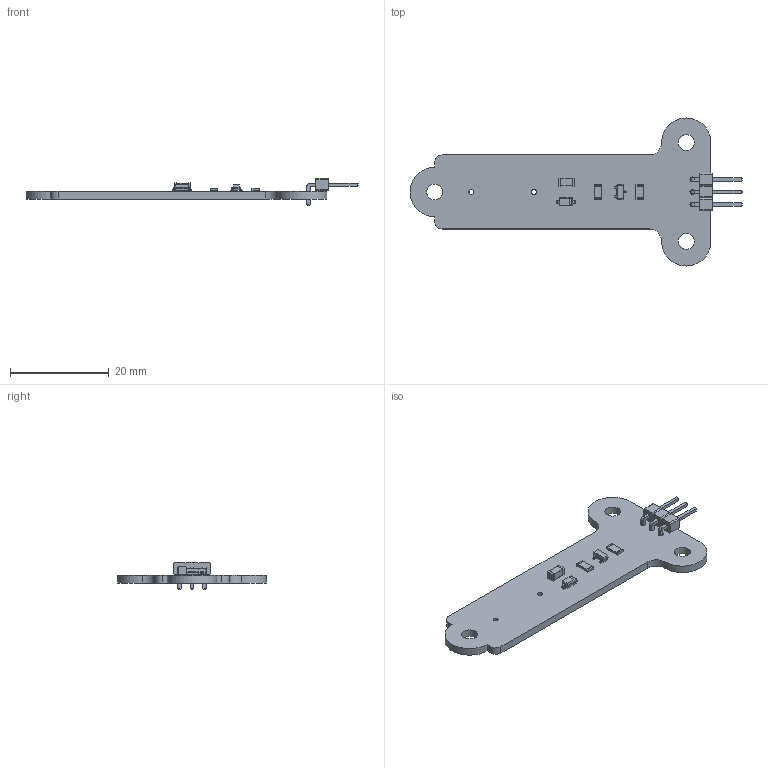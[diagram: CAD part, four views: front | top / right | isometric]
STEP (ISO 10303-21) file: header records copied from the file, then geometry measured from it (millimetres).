
FILE_DESCRIPTION(('KiCad electronic assembly'),'2;1');
FILE_NAME('Detector_SMD_Simple-3D.step','2021-08-24T10:00:09',( 'An Author'),('A Company'),'Open CASCADE STEP processor 7.5', 'KiCad to STEP converter','Unknown');
FILE_SCHEMA(('AUTOMOTIVE_DESIGN { 1 0 10303 214 1 1 1 1 }'));
Length unit declared in the file: millimetre
Products named in the file (12): Open CASCADE STEP translator 7.5 1; R_1206_3216Metric; SOLID; C_1206_3216Metric; PinHeader_1x03_P2.54mm_Horizontal; SOT-23; D_SOD-123; COMPOUND
Assembly tree (12 placements, depth 3):
  Open CASCADE STEP translator 7.5 1
    R_1206_3216Metric  x2
      SOLID
    C_1206_3216Metric
      SOLID
    PinHeader_1x03_P2.54mm_Horizontal
      SOLID
    SOT-23
      SOLID
    D_SOD-123
      SOLID
    COMPOUND
Bounding box: 67.29 x 30 x 5.54 mm (x, y, z)
Volume: 1654.8 mm3; surface area: 2575.3 mm2
Topology: 7 solids, 7 shells, 330 faces, 811 edges, 504 vertices
Faces by surface type: plane 211, cylinder 66, bspline 53
Full cylindrical faces by diameter (mm): 1 x5, 3.2 x3
Entity records: 20690 total; most frequent: CARTESIAN_POINT 3684, DIRECTION 2669, LINE 1833, VECTOR 1833, ORIENTED_EDGE 1486, PCURVE 1486, DEFINITIONAL_REPRESENTATION 1486, EDGE_CURVE 743
